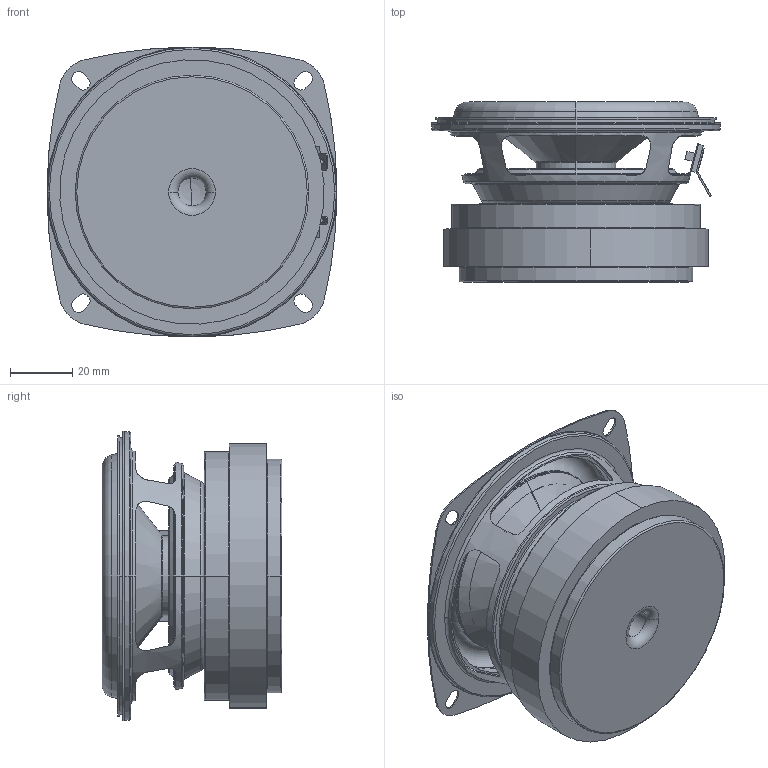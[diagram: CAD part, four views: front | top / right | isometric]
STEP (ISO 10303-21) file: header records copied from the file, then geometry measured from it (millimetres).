
FILE_DESCRIPTION (( 'STEP AP203' ), '1' );
FILE_NAME ('155-35FRX4 20230327.STEP', '2023-03-27T10:29:13', ( '微软用户' ), ( '微软中国' ), 'SwSTEP 2.0', 'SolidWorks 2020', '' );
FILE_SCHEMA (( 'CONFIG_CONTROL_DESIGN' ));
Length unit declared in the file: millimetre
Products named in the file (1): 155-35FRX4 20230327
Bounding box: 93 x 57.8 x 93 mm (x, y, z)
Surface area: 59307 mm2 (no closed solid volume)
Topology: 0 solids, 18 shells, 265 faces, 764 edges, 510 vertices
Faces by surface type: plane 117, cylinder 78, torus 40, cone 30
Entity records: 9210 total; most frequent: CARTESIAN_POINT 2202, DIRECTION 1507, ORIENTED_EDGE 1292, EDGE_CURVE 762, AXIS2_PLACEMENT_3D 560, VERTEX_POINT 510, VECTOR 387, LINE 387
